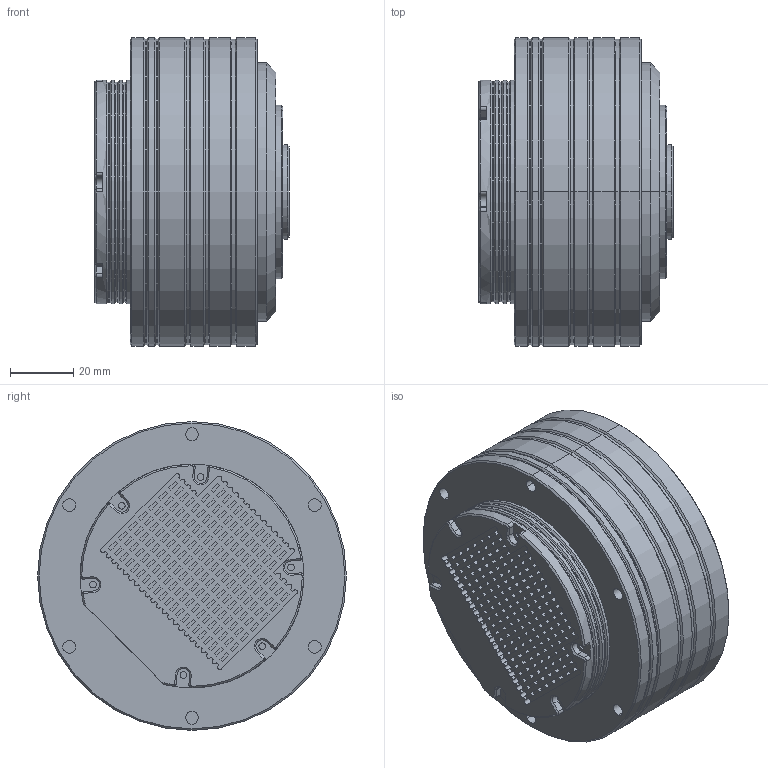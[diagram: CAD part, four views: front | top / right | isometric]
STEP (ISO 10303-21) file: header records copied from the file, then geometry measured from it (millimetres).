
FILE_DESCRIPTION((''),'2;1');
FILE_NAME('AK10-9V2-0_ASM','2021-09-13T',('Administrator'),(''),'PRO/ENGINEER BY PARAMETRIC TECHNOLOGY CORPORATION, 2013040','PRO/ENGINEER BY PARAMETRIC TECHNOLOGY CORPORATION, 2013040','');
FILE_SCHEMA(('CONFIG_CONTROL_DESIGN'));
Length unit declared in the file: millimetre
Products named in the file (3): AK10-9V2-0; A80-6GZ; AK10-9V2-0_ASM
Assembly tree (2 placements, depth 2):
  AK10-9V2-0_ASM
    AK10-9V2-0
    A80-6GZ
Bounding box: 61.7 x 98 x 98 mm (x, y, z)
Volume: 346995.5 mm3; surface area: 46562.7 mm2
Topology: 2 solids, 2 shells, 1256 faces, 3076 edges, 2022 vertices
Faces by surface type: plane 1034, cylinder 161, cone 61
Entity records: 36545 total; most frequent: CARTESIAN_POINT 6421, ORIENTED_EDGE 6152, DIRECTION 5953, EDGE_CURVE 3076, VECTOR 2689, LINE 2689, VERTEX_POINT 2022, AXIS2_PLACEMENT_3D 1632
